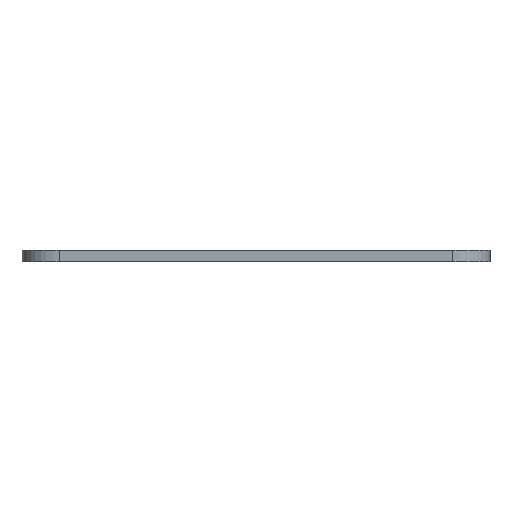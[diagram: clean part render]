
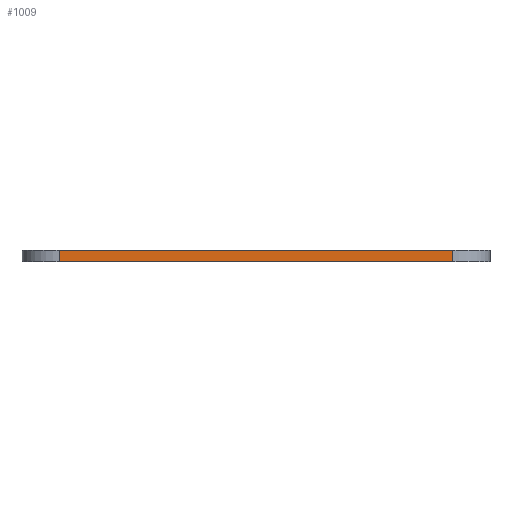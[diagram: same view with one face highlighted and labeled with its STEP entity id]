
A CAD part, front view. The second image highlights one B-rep face of the part: STEP entity #1009.
In plain terms, the highlighted planar face has unit normal (0, -1, 0).
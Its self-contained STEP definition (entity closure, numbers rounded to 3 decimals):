
#51=PLANE('',#1121);
#101=FACE_OUTER_BOUND('',#159,.T.);
#159=EDGE_LOOP('',(#873,#874,#875,#876));
#179=LINE('',#1443,#275);
#205=LINE('',#1543,#301);
#208=LINE('',#1550,#304);
#261=LINE('',#1696,#357);
#275=VECTOR('',#1147,10.);
#301=VECTOR('',#1227,10.);
#304=VECTOR('',#1236,10.);
#357=VECTOR('',#1403,10.);
#420=VERTEX_POINT('',#1440);
#421=VERTEX_POINT('',#1442);
#468=VERTEX_POINT('',#1541);
#469=VERTEX_POINT('',#1548);
#518=EDGE_CURVE('',#420,#421,#179,.T.);
#568=EDGE_CURVE('',#468,#420,#205,.T.);
#572=EDGE_CURVE('',#421,#469,#208,.T.);
#645=EDGE_CURVE('',#469,#468,#261,.T.);
#873=ORIENTED_EDGE('',*,*,#568,.F.);
#874=ORIENTED_EDGE('',*,*,#645,.F.);
#875=ORIENTED_EDGE('',*,*,#572,.F.);
#876=ORIENTED_EDGE('',*,*,#518,.F.);
#1009=ADVANCED_FACE('',(#101),#51,.T.);
#1121=AXIS2_PLACEMENT_3D('',#1695,#1401,#1402);
#1147=DIRECTION('',(-1.,0.,0.));
#1227=DIRECTION('',(0.,0.,-1.));
#1236=DIRECTION('',(0.,0.,1.));
#1401=DIRECTION('center_axis',(0.,-1.,0.));
#1402=DIRECTION('ref_axis',(1.,0.,0.));
#1403=DIRECTION('',(1.,0.,0.));
#1440=CARTESIAN_POINT('',(46.124,-49.838,0.));
#1442=CARTESIAN_POINT('',(-6.738,-49.838,0.));
#1443=CARTESIAN_POINT('',(51.124,-49.838,0.));
#1541=CARTESIAN_POINT('',(46.124,-49.838,1.5));
#1543=CARTESIAN_POINT('',(46.124,-49.838,0.));
#1548=CARTESIAN_POINT('',(-6.738,-49.838,1.5));
#1550=CARTESIAN_POINT('',(-6.738,-49.838,0.));
#1695=CARTESIAN_POINT('Origin',(-11.738,-49.838,0.));
#1696=CARTESIAN_POINT('',(51.124,-49.838,1.5));
